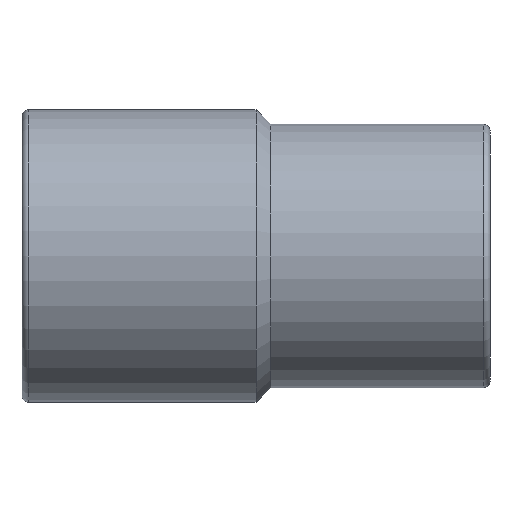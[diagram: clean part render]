
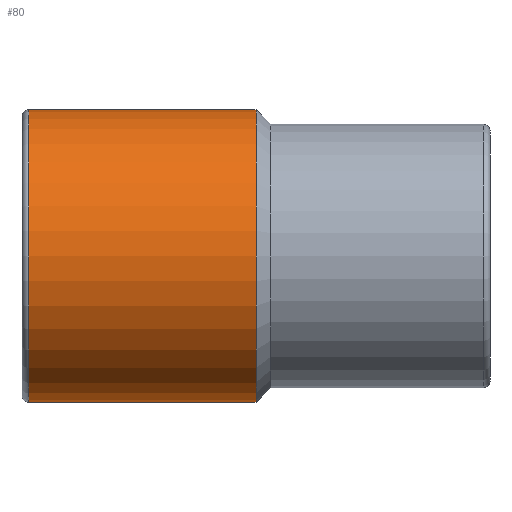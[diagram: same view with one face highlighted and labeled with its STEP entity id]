
A CAD part, front view. The second image highlights one B-rep face of the part: STEP entity #80.
In plain terms, the highlighted cylindrical face has radius 10 mm (diameter 20 mm), a full revolution.
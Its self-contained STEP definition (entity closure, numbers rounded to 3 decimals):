
#80 = ADVANCED_FACE( '', ( #182, #183 ), #184, .T. );
#182 = FACE_OUTER_BOUND( '', #305, .T. );
#183 = FACE_OUTER_BOUND( '', #306, .T. );
#184 = CYLINDRICAL_SURFACE( '', #307, 10. );
#305 = EDGE_LOOP( '', ( #501 ) );
#306 = EDGE_LOOP( '', ( #502 ) );
#307 = AXIS2_PLACEMENT_3D( '', #503, #504, #505 );
#501 = ORIENTED_EDGE( '', *, *, #716, .F. );
#502 = ORIENTED_EDGE( '', *, *, #730, .T. );
#503 = CARTESIAN_POINT( '', ( 32., 0., 0. ) );
#504 = DIRECTION( '', ( -1., 0., 0. ) );
#505 = DIRECTION( '', ( 0., 0., -1. ) );
#716 = EDGE_CURVE( '', #862, #862, #863, .T. );
#730 = EDGE_CURVE( '', #883, #883, #884, .T. );
#862 = VERTEX_POINT( '', #1205 );
#863 = CIRCLE( '', #1206, 10. );
#883 = VERTEX_POINT( '', #1229 );
#884 = CIRCLE( '', #1230, 10. );
#1205 = CARTESIAN_POINT( '', ( 16., 0., -10. ) );
#1206 = AXIS2_PLACEMENT_3D( '', #1317, #1318, #1319 );
#1229 = CARTESIAN_POINT( '', ( 0.45, 0., -10. ) );
#1230 = AXIS2_PLACEMENT_3D( '', #1338, #1339, #1340 );
#1317 = CARTESIAN_POINT( '', ( 16., 0., 0. ) );
#1318 = DIRECTION( '', ( 1., 0., 0. ) );
#1319 = DIRECTION( '', ( 0., 0., -1. ) );
#1338 = CARTESIAN_POINT( '', ( 0.45, 0., 0. ) );
#1339 = DIRECTION( '', ( 1., 0., 0. ) );
#1340 = DIRECTION( '', ( 0., 0., -1. ) );
